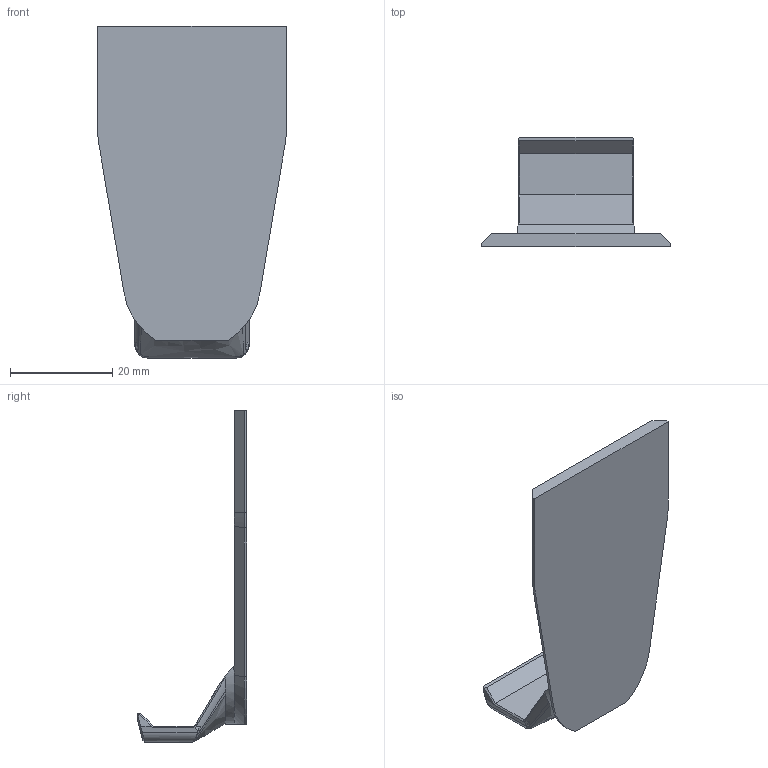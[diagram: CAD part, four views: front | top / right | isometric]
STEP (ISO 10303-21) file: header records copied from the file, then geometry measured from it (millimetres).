
FILE_DESCRIPTION(/* description */ (''),/* implementation_level */ '2;1');
FILE_NAME(/* name */ 'Phone_holder v1.step',/* time_stamp */ '2024-04-08T12:51:54+02:00',/* author */ (''),/* organization */ (''),/* preprocessor_version */ 'ST-DEVELOPER v20',/* originating_system */ 'Autodesk Translation Framework v12.20.1.177',/* authorisation */ '');
FILE_SCHEMA (('AUTOMOTIVE_DESIGN { 1 0 10303 214 3 1 1 }'));
Length unit declared in the file: millimetre
Products named in the file (1): Phone_holder
Bounding box: 37 x 21.53 x 65 mm (x, y, z)
Volume: 6504.6 mm3; surface area: 5310.6 mm2
Topology: 1 solids, 1 shells, 66 faces, 180 edges, 116 vertices
Faces by surface type: plane 33, bspline 20, cylinder 9, cone 4
Entity records: 2775 total; most frequent: CARTESIAN_POINT 1238, ORIENTED_EDGE 360, DIRECTION 235, EDGE_CURVE 180, VERTEX_POINT 116, LINE 85, VECTOR 85, AXIS2_PLACEMENT_3D 75
